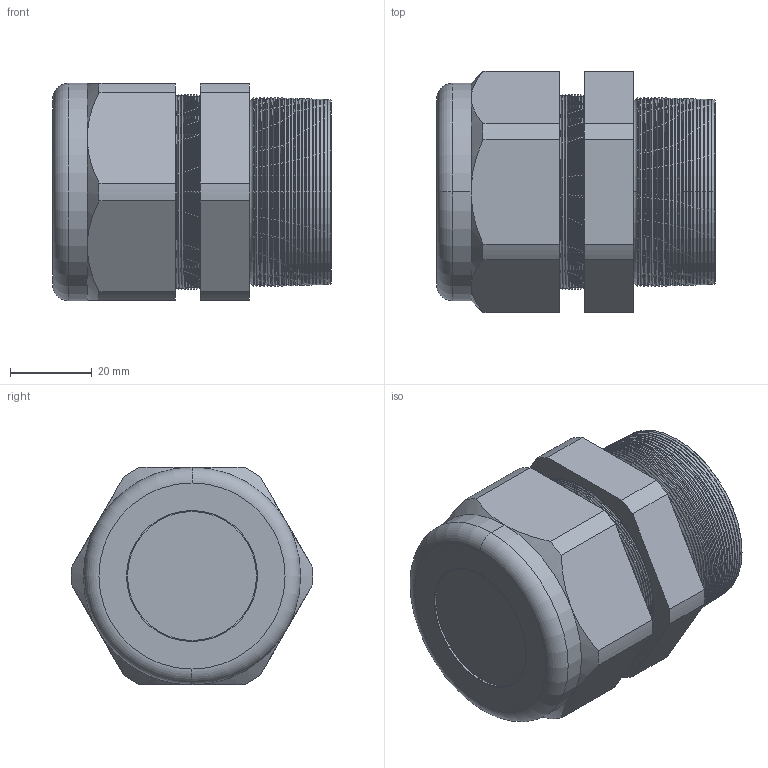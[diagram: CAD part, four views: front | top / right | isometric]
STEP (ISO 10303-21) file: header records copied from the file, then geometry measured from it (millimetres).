
FILE_DESCRIPTION (( 'STEP AP203' ), '1' );
FILE_NAME ('CD36NP-GY.STEP', '2008-11-17T11:21:13', ( 'bay06' ), ( '' ), 'SwSTEP 2.0', 'SolidWorks 2007', '' );
FILE_SCHEMA (( 'CONFIG_CONTROL_DESIGN' ));
Length unit declared in the file: inch
Products named in the file (1): CD36NP-GY
Bounding box: 68.07 x 58.91 x 53.09 mm (x, y, z)
Volume: 92837.1 mm3; surface area: 27494.3 mm2
Topology: 2 solids, 2 shells, 235 faces, 488 edges, 262 vertices
Faces by surface type: cone 188, plane 21, cylinder 20, torus 6
Entity records: 6247 total; most frequent: DIRECTION 1192, CARTESIAN_POINT 1090, ORIENTED_EDGE 976, EDGE_CURVE 488, AXIS2_PLACEMENT_3D 480, VERTEX_POINT 262, CIRCLE 244, EDGE_LOOP 242
